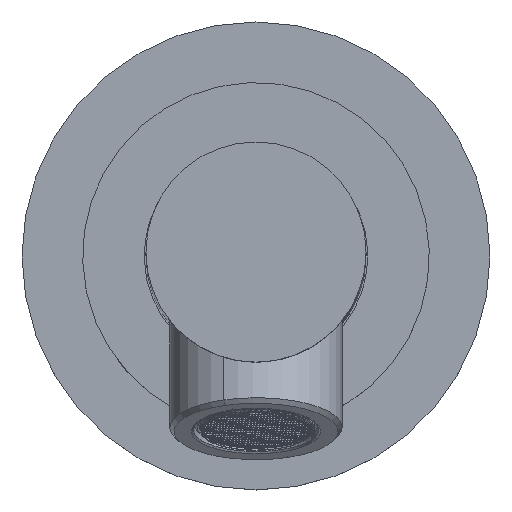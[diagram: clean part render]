
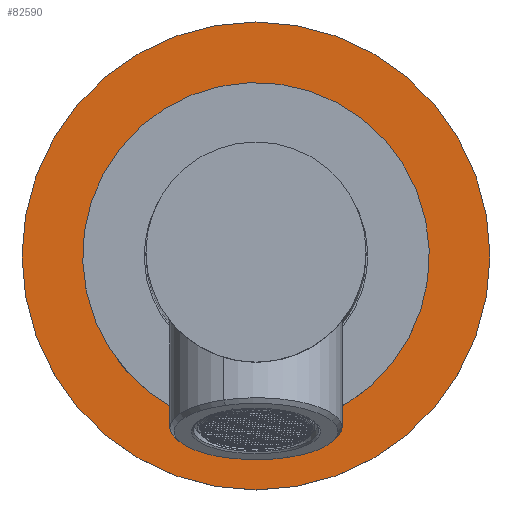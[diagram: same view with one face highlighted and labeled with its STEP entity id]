
A CAD part, top view. The second image highlights one B-rep face of the part: STEP entity #82590.
In plain terms, the highlighted planar face has unit normal (0, 0, 1).
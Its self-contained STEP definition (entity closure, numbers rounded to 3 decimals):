
#1235 = EDGE_CURVE ( 'NONE', #84690, #71310, #5943, .T. ) ;
#4774 = DIRECTION ( 'NONE',  ( 0., 0., -1. ) ) ;
#5235 = ORIENTED_EDGE ( 'NONE', *, *, #36952, .F. ) ;
#5943 = CIRCLE ( 'NONE', #17180, 20. ) ;
#7282 = ORIENTED_EDGE ( 'NONE', *, *, #61967, .F. ) ;
#8515 = EDGE_CURVE ( 'NONE', #58155, #51284, #53863, .T. ) ;
#9025 = FACE_OUTER_BOUND ( 'NONE', #26238, .T. ) ;
#14916 = CARTESIAN_POINT ( 'NONE',  ( 0.715, -19.987, 2.5 ) ) ;
#15085 = AXIS2_PLACEMENT_3D ( 'NONE', #46029, #4774, #52909 ) ;
#17180 = AXIS2_PLACEMENT_3D ( 'NONE', #26868, #75002, #33751 ) ;
#26238 = EDGE_LOOP ( 'NONE', ( #5235, #43815 ) ) ;
#26868 = CARTESIAN_POINT ( 'NONE',  ( 0., 0., 2.5 ) ) ;
#29500 = FACE_BOUND ( 'NONE', #45228, .T. ) ;
#30288 = DIRECTION ( 'NONE',  ( 0., 0., -1. ) ) ;
#33751 = DIRECTION ( 'NONE',  ( -1., 0., 0. ) ) ;
#36952 = EDGE_CURVE ( 'NONE', #51284, #58155, #67424, .T. ) ;
#37307 = DIRECTION ( 'NONE',  ( 0., 0., -1. ) ) ;
#40888 = CARTESIAN_POINT ( 'NONE',  ( 0., 0., 2.5 ) ) ;
#41993 = ORIENTED_EDGE ( 'NONE', *, *, #1235, .F. ) ;
#42819 = AXIS2_PLACEMENT_3D ( 'NONE', #78539, #37307, #85520 ) ;
#43815 = ORIENTED_EDGE ( 'NONE', *, *, #8515, .F. ) ;
#45228 = EDGE_LOOP ( 'NONE', ( #41993, #7282 ) ) ;
#46029 = CARTESIAN_POINT ( 'NONE',  ( 0., 27., 2.5 ) ) ;
#47290 = CARTESIAN_POINT ( 'NONE',  ( -0.715, 19.987, 2.5 ) ) ;
#47859 = DIRECTION ( 'NONE',  ( -1., 0., 0. ) ) ;
#49246 = CARTESIAN_POINT ( 'NONE',  ( -27., 0., 2.5 ) ) ;
#51284 = VERTEX_POINT ( 'NONE', #65848 ) ;
#52528 = CIRCLE ( 'NONE', #57976, 20. ) ;
#52909 = DIRECTION ( 'NONE',  ( 1., 0., 0. ) ) ;
#53863 = CIRCLE ( 'NONE', #66976, 27. ) ;
#57976 = AXIS2_PLACEMENT_3D ( 'NONE', #40888, #89099, #47859 ) ;
#58155 = VERTEX_POINT ( 'NONE', #49246 ) ;
#59585 = PLANE ( 'NONE',  #15085 ) ;
#61967 = EDGE_CURVE ( 'NONE', #71310, #84690, #52528, .T. ) ;
#65848 = CARTESIAN_POINT ( 'NONE',  ( 27., 0., 2.5 ) ) ;
#66976 = AXIS2_PLACEMENT_3D ( 'NONE', #71522, #30288, #78430 ) ;
#67424 = CIRCLE ( 'NONE', #42819, 27. ) ;
#71310 = VERTEX_POINT ( 'NONE', #14916 ) ;
#71522 = CARTESIAN_POINT ( 'NONE',  ( 0., 0., 2.5 ) ) ;
#75002 = DIRECTION ( 'NONE',  ( 0., 0., 1. ) ) ;
#78430 = DIRECTION ( 'NONE',  ( 1., 0., 0. ) ) ;
#78539 = CARTESIAN_POINT ( 'NONE',  ( 0., 0., 2.5 ) ) ;
#82590 = ADVANCED_FACE ( 'NONE', ( #29500, #9025 ), #59585, .F. ) ;
#84690 = VERTEX_POINT ( 'NONE', #47290 ) ;
#85520 = DIRECTION ( 'NONE',  ( 1., 0., 0. ) ) ;
#89099 = DIRECTION ( 'NONE',  ( 0., 0., 1. ) ) ;
